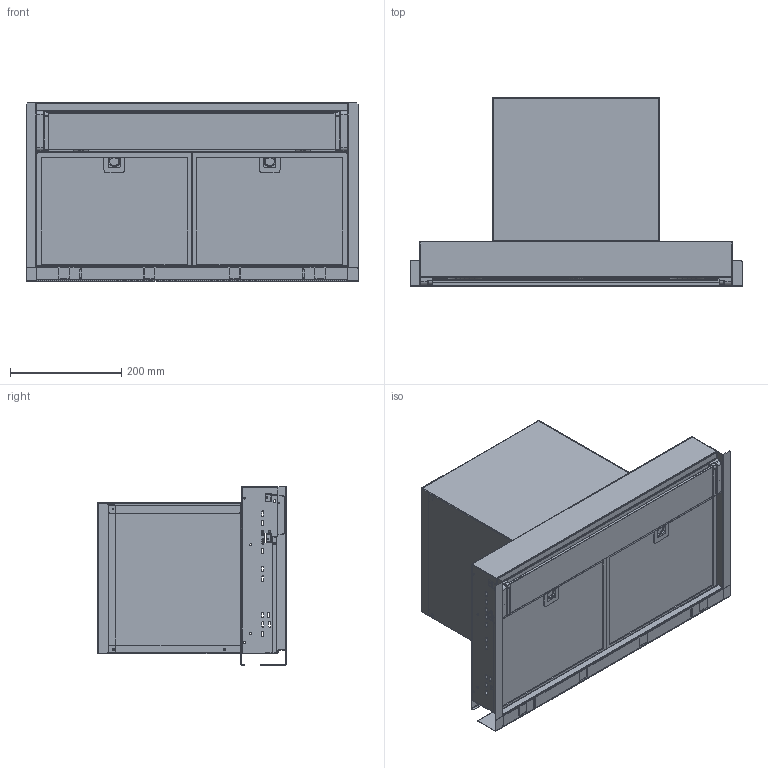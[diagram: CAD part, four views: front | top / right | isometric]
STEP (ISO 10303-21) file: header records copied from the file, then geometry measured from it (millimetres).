
FILE_DESCRIPTION((''),'2;1');
FILE_NAME('14B_712_ASM','2021-03-25T15:18:59',('PW002'),(''),'CREO PARAMETRIC BY PTC INC, 2018500','CREO PARAMETRIC BY PTC INC, 2018500','');
FILE_SCHEMA(('CONFIG_CONTROL_DESIGN'));
Products named in the file (23): 04B_050; 04B_721_ASM; 04B_047_AF0; K55_702_ASM; 04B_751_ASM; 04B_081; CME_FARETTO_PIATTO; CME_700_ASM; CMM_083; 04B_001; 04B_002; 04B_725_ASM; 04B_003; 04B_004; 04B_726_ASM; 04B_017_K600; 04B_046; 04B_057; FIB_040; 04B_187; 04B_188; CMM_084; 14B_712_ASM
Assembly tree (24 placements, depth 3):
  14B_712_ASM
    04B_721_ASM
      04B_050
    04B_751_ASM
      04B_047_AF0
      K55_702_ASM
    04B_081
    CME_700_ASM  x2
      CME_FARETTO_PIATTO
    CMM_083
    04B_725_ASM
      04B_001
      04B_002
    04B_726_ASM
      04B_003
      04B_004
    04B_017_K600
    04B_046
    04B_057
    FIB_040  x2
    04B_187
    04B_188
    CMM_084
Bounding box: 598 x 340 x 320.8 mm (x, y, z)
Volume: 1317362.5 mm3; surface area: 2048523.4 mm2
Topology: 20 solids, 20 shells, 3720 faces, 9671 edges, 6037 vertices
Faces by surface type: plane 2151, cylinder 993, torus 262, bspline 154, cone 102, sphere 53, extrusion 5
Entity records: 111378 total; most frequent: CARTESIAN_POINT 32615, ORIENTED_EDGE 16336, DIRECTION 16292, EDGE_CURVE 8168, AXIS2_PLACEMENT_3D 5469, VECTOR 5354, LINE 5349, VERTEX_POINT 5079
